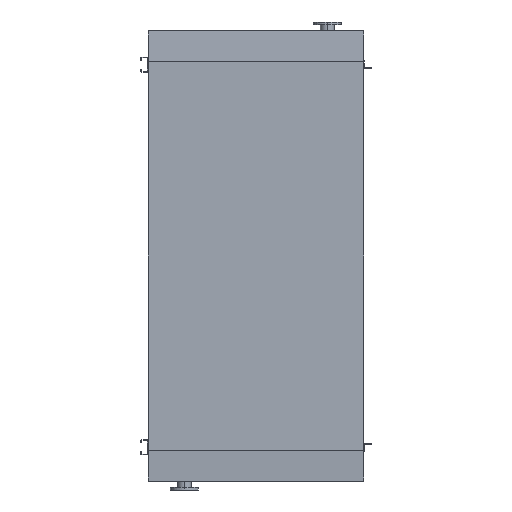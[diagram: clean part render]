
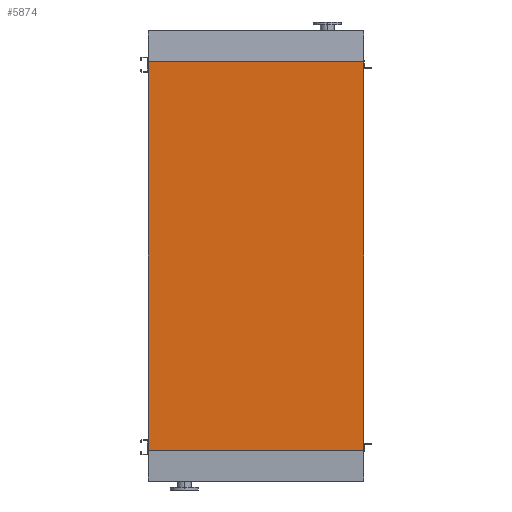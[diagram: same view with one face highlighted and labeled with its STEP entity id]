
A CAD part, front view. The second image highlights one B-rep face of the part: STEP entity #5874.
In plain terms, the highlighted planar face has unit normal (0, -1, 0).
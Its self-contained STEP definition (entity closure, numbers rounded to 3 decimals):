
#213 = EDGE_CURVE ( 'NONE', #8327, #632, #2385, .T. ) ;
#215 = ORIENTED_EDGE ( 'NONE', *, *, #213, .F. ) ;
#388 = FACE_OUTER_BOUND ( 'NONE', #9527, .T. ) ;
#632 = VERTEX_POINT ( 'NONE', #4303 ) ;
#1270 = LINE ( 'NONE', #10949, #6756 ) ;
#1397 = CARTESIAN_POINT ( 'NONE',  ( 845., 0., -3050. ) ) ;
#1443 = EDGE_CURVE ( 'NONE', #632, #5676, #2527, .T. ) ;
#1536 = EDGE_CURVE ( 'NONE', #4812, #5676, #1705, .T. ) ;
#1705 = LINE ( 'NONE', #5288, #4298 ) ;
#2385 = LINE ( 'NONE', #5972, #5581 ) ;
#2527 = LINE ( 'NONE', #6659, #8424 ) ;
#2619 = AXIS2_PLACEMENT_3D ( 'NONE', #5562, #10162, #3989 ) ;
#2875 = DIRECTION ( 'NONE',  ( 1., 0., 0. ) ) ;
#3989 = DIRECTION ( 'NONE',  ( 0., 0., -1. ) ) ;
#4298 = VECTOR ( 'NONE', #10715, 1000. ) ;
#4303 = CARTESIAN_POINT ( 'NONE',  ( -845., 0., 0. ) ) ;
#4625 = PLANE ( 'NONE',  #2619 ) ;
#4812 = VERTEX_POINT ( 'NONE', #1397 ) ;
#5288 = CARTESIAN_POINT ( 'NONE',  ( 845., 0., -3050. ) ) ;
#5562 = CARTESIAN_POINT ( 'NONE',  ( -845., 0., -3050. ) ) ;
#5581 = VECTOR ( 'NONE', #11111, 1000. ) ;
#5676 = VERTEX_POINT ( 'NONE', #6120 ) ;
#5802 = EDGE_CURVE ( 'NONE', #8327, #4812, #1270, .T. ) ;
#5874 = ADVANCED_FACE ( 'NONE', ( #388 ), #4625, .T. ) ;
#5972 = CARTESIAN_POINT ( 'NONE',  ( -845., 0., -3050. ) ) ;
#6120 = CARTESIAN_POINT ( 'NONE',  ( 845., 0., 0. ) ) ;
#6466 = CARTESIAN_POINT ( 'NONE',  ( -845., 0., -3050. ) ) ;
#6659 = CARTESIAN_POINT ( 'NONE',  ( -845., 0., 0. ) ) ;
#6756 = VECTOR ( 'NONE', #2875, 1000. ) ;
#6896 = ORIENTED_EDGE ( 'NONE', *, *, #5802, .T. ) ;
#8327 = VERTEX_POINT ( 'NONE', #6466 ) ;
#8424 = VECTOR ( 'NONE', #8494, 1000. ) ;
#8494 = DIRECTION ( 'NONE',  ( 1., 0., 0. ) ) ;
#8665 = ORIENTED_EDGE ( 'NONE', *, *, #1536, .T. ) ;
#9527 = EDGE_LOOP ( 'NONE', ( #11376, #215, #6896, #8665 ) ) ;
#10162 = DIRECTION ( 'NONE',  ( 0., -1., 0. ) ) ;
#10715 = DIRECTION ( 'NONE',  ( 0., 0., 1. ) ) ;
#10949 = CARTESIAN_POINT ( 'NONE',  ( -845., 0., -3050. ) ) ;
#11111 = DIRECTION ( 'NONE',  ( 0., 0., 1. ) ) ;
#11376 = ORIENTED_EDGE ( 'NONE', *, *, #1443, .F. ) ;
